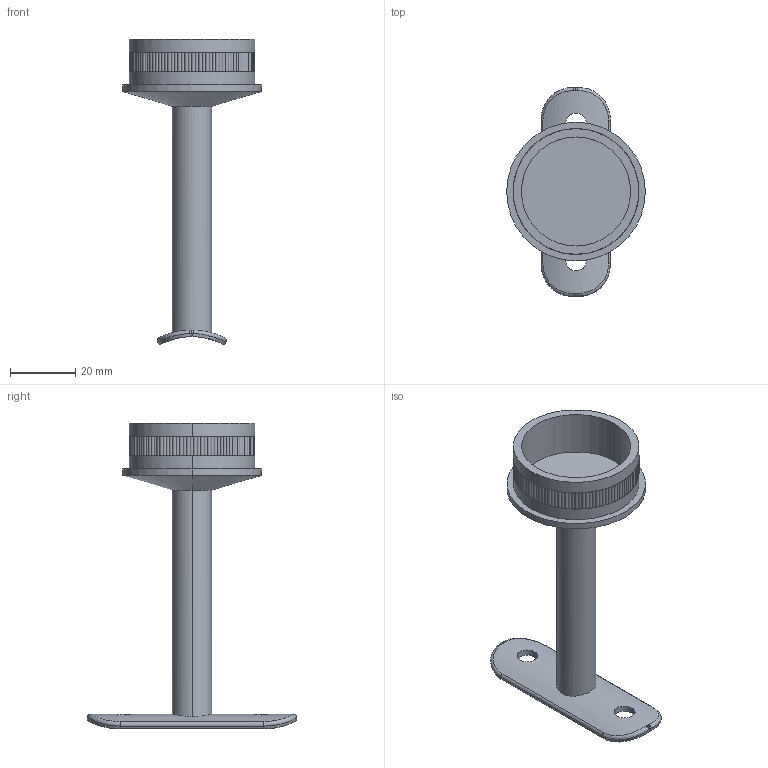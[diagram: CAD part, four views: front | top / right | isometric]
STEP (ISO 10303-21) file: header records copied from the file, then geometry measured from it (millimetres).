
FILE_DESCRIPTION (( 'STEP AP203' ), '1' );
FILE_NAME ('3D_GC2192_42.4_188702087.STEP', '2024-10-14T07:23:20', ( '' ), ( '' ), 'SwSTEP 2.0', 'SolidWorks 2024', '' );
FILE_SCHEMA (( 'CONFIG_CONTROL_DESIGN' ));
Length unit declared in the file: millimetre
Products named in the file (1): 3D_GC2192_42.4_188702087
Bounding box: 42.4 x 64 x 93.51 mm (x, y, z)
Volume: 19708.9 mm3; surface area: 12382.6 mm2
Topology: 2 solids, 2 shells, 721 faces, 1674 edges, 964 vertices
Faces by surface type: plane 459, cylinder 250, torus 4, cone 4, bspline 4
Entity records: 21801 total; most frequent: DIRECTION 4458, CARTESIAN_POINT 4330, ORIENTED_EDGE 3348, AXIS2_PLACEMENT_3D 2090, EDGE_CURVE 1674, CIRCLE 1372, VERTEX_POINT 964, EDGE_LOOP 732
